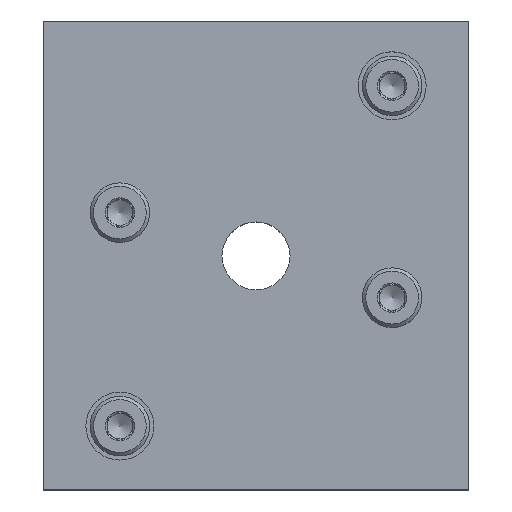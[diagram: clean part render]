
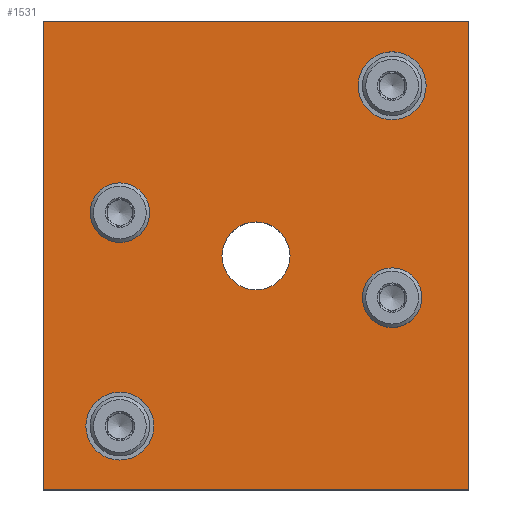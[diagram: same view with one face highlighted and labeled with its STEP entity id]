
A CAD part, top view. The second image highlights one B-rep face of the part: STEP entity #1531.
In plain terms, the highlighted planar face has unit normal (0, 0, 1).
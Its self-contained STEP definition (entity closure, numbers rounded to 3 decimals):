
#103=LINE('',#2296,#183);
#106=LINE('',#2312,#186);
#107=LINE('',#2314,#187);
#108=LINE('',#2316,#188);
#183=VECTOR('',#1846,1000.);
#186=VECTOR('',#1861,1000.);
#187=VECTOR('',#1862,1000.);
#188=VECTOR('',#1863,1000.);
#290=ORIENTED_EDGE('',*,*,#636,.T.);
#291=ORIENTED_EDGE('',*,*,#637,.T.);
#292=ORIENTED_EDGE('',*,*,#638,.T.);
#293=ORIENTED_EDGE('',*,*,#639,.T.);
#294=ORIENTED_EDGE('',*,*,#640,.T.);
#295=ORIENTED_EDGE('',*,*,#641,.T.);
#296=ORIENTED_EDGE('',*,*,#642,.F.);
#297=ORIENTED_EDGE('',*,*,#643,.F.);
#298=ORIENTED_EDGE('',*,*,#633,.T.);
#633=EDGE_CURVE('',#807,#806,#103,.T.);
#636=EDGE_CURVE('',#809,#809,#924,.T.);
#637=EDGE_CURVE('',#810,#810,#925,.T.);
#638=EDGE_CURVE('',#811,#811,#926,.T.);
#639=EDGE_CURVE('',#812,#812,#927,.T.);
#640=EDGE_CURVE('',#813,#813,#928,.T.);
#641=EDGE_CURVE('',#806,#814,#106,.T.);
#642=EDGE_CURVE('',#815,#814,#107,.T.);
#643=EDGE_CURVE('',#807,#815,#108,.T.);
#806=VERTEX_POINT('',#2295);
#807=VERTEX_POINT('',#2297);
#809=VERTEX_POINT('',#2303);
#810=VERTEX_POINT('',#2305);
#811=VERTEX_POINT('',#2307);
#812=VERTEX_POINT('',#2309);
#813=VERTEX_POINT('',#2311);
#814=VERTEX_POINT('',#2313);
#815=VERTEX_POINT('',#2315);
#924=CIRCLE('',#1652,4.);
#925=CIRCLE('',#1653,2.);
#926=CIRCLE('',#1654,4.);
#927=CIRCLE('',#1655,2.);
#928=CIRCLE('',#1656,4.);
#1004=EDGE_LOOP('',(#290));
#1005=EDGE_LOOP('',(#291));
#1006=EDGE_LOOP('',(#292));
#1007=EDGE_LOOP('',(#293));
#1008=EDGE_LOOP('',(#294));
#1009=EDGE_LOOP('',(#295,#296,#297,#298));
#1150=FACE_BOUND('',#1004,.T.);
#1151=FACE_BOUND('',#1005,.T.);
#1152=FACE_BOUND('',#1006,.T.);
#1153=FACE_BOUND('',#1007,.T.);
#1154=FACE_BOUND('',#1008,.T.);
#1155=FACE_BOUND('',#1009,.T.);
#1295=PLANE('',#1651);
#1531=ADVANCED_FACE('',(#1150,#1151,#1152,#1153,#1154,#1155),#1295,.F.);
#1651=AXIS2_PLACEMENT_3D('',#2301,#1849,#1850);
#1652=AXIS2_PLACEMENT_3D('',#2302,#1851,#1852);
#1653=AXIS2_PLACEMENT_3D('',#2304,#1853,#1854);
#1654=AXIS2_PLACEMENT_3D('',#2306,#1855,#1856);
#1655=AXIS2_PLACEMENT_3D('',#2308,#1857,#1858);
#1656=AXIS2_PLACEMENT_3D('',#2310,#1859,#1860);
#1846=DIRECTION('',(0.,-1.,0.));
#1849=DIRECTION('',(0.,0.,-1.));
#1850=DIRECTION('',(-1.,0.,0.));
#1851=DIRECTION('',(0.,0.,-1.));
#1852=DIRECTION('',(-1.,0.,0.));
#1853=DIRECTION('',(0.,0.,-1.));
#1854=DIRECTION('',(-1.,0.,0.));
#1855=DIRECTION('',(0.,0.,-1.));
#1856=DIRECTION('',(-1.,0.,0.));
#1857=DIRECTION('',(0.,0.,-1.));
#1858=DIRECTION('',(-1.,0.,0.));
#1859=DIRECTION('',(0.,0.,-1.));
#1860=DIRECTION('',(-1.,0.,0.));
#1861=DIRECTION('',(1.,0.,0.));
#1862=DIRECTION('',(0.,-1.,0.));
#1863=DIRECTION('',(1.,0.,0.));
#2295=CARTESIAN_POINT('',(-25.,0.,10.));
#2296=CARTESIAN_POINT('',(-25.,55.,10.));
#2297=CARTESIAN_POINT('',(-25.,55.,10.));
#2301=CARTESIAN_POINT('',(-25.,55.,10.));
#2302=CARTESIAN_POINT('',(0.,27.5,10.));
#2303=CARTESIAN_POINT('',(-4.,27.5,10.));
#2304=CARTESIAN_POINT('',(16.,22.5,10.));
#2305=CARTESIAN_POINT('',(14.,22.5,10.));
#2306=CARTESIAN_POINT('',(16.,47.5,10.));
#2307=CARTESIAN_POINT('',(12.,47.5,10.));
#2308=CARTESIAN_POINT('',(-16.,32.5,10.));
#2309=CARTESIAN_POINT('',(-18.,32.5,10.));
#2310=CARTESIAN_POINT('',(-16.,7.5,10.));
#2311=CARTESIAN_POINT('',(-20.,7.5,10.));
#2312=CARTESIAN_POINT('',(-25.,0.,10.));
#2313=CARTESIAN_POINT('',(25.,0.,10.));
#2314=CARTESIAN_POINT('',(25.,55.,10.));
#2315=CARTESIAN_POINT('',(25.,55.,10.));
#2316=CARTESIAN_POINT('',(-25.,55.,10.));
